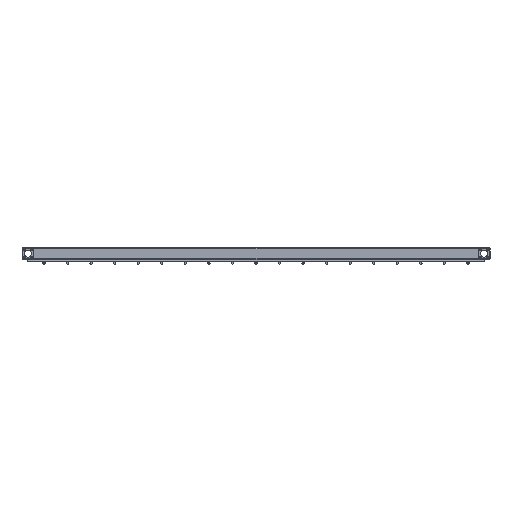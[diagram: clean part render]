
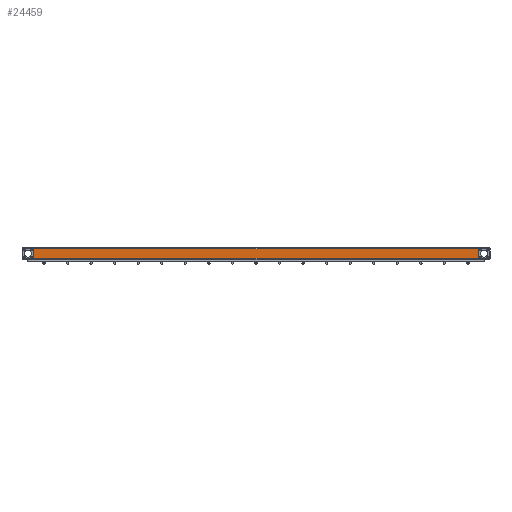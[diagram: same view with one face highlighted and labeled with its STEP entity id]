
A CAD part, left-side view. The second image highlights one B-rep face of the part: STEP entity #24459.
In plain terms, the highlighted planar face has unit normal (-1, 0, 0).
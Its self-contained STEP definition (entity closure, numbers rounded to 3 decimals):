
#288 = CARTESIAN_POINT ( 'NONE',  ( -997.5, -387.5, -8. ) ) ;
#622 = DIRECTION ( 'NONE',  ( 0., 1., 0. ) ) ;
#1178 = VERTEX_POINT ( 'NONE', #1778 ) ;
#1778 = CARTESIAN_POINT ( 'NONE',  ( -997.5, 377.5, -8. ) ) ;
#4137 = DIRECTION ( 'NONE',  ( 0., 1., 0. ) ) ;
#4948 = LINE ( 'NONE', #18460, #27856 ) ;
#5004 = VERTEX_POINT ( 'NONE', #19061 ) ;
#6635 = DIRECTION ( 'NONE',  ( 0., 0., -1. ) ) ;
#7594 = LINE ( 'NONE', #11426, #24970 ) ;
#7814 = CARTESIAN_POINT ( 'NONE',  ( -997.5, 377.5, 8. ) ) ;
#7951 = AXIS2_PLACEMENT_3D ( 'NONE', #29612, #18456, #622 ) ;
#9286 = PLANE ( 'NONE',  #7951 ) ;
#11426 = CARTESIAN_POINT ( 'NONE',  ( -997.5, 377.5, -8. ) ) ;
#12617 = ORIENTED_EDGE ( 'NONE', *, *, #25246, .T. ) ;
#12624 = ORIENTED_EDGE ( 'NONE', *, *, #28457, .T. ) ;
#13491 = CARTESIAN_POINT ( 'NONE',  ( -997.5, -377.5, -8. ) ) ;
#14167 = DIRECTION ( 'NONE',  ( 0., 0., 1. ) ) ;
#14654 = VERTEX_POINT ( 'NONE', #13491 ) ;
#16254 = VERTEX_POINT ( 'NONE', #7814 ) ;
#16504 = ORIENTED_EDGE ( 'NONE', *, *, #21239, .F. ) ;
#17979 = FACE_OUTER_BOUND ( 'NONE', #29073, .T. ) ;
#18025 = VECTOR ( 'NONE', #19609, 1000. ) ;
#18456 = DIRECTION ( 'NONE',  ( 1., 0., 0. ) ) ;
#18460 = CARTESIAN_POINT ( 'NONE',  ( -997.5, -377.5, -8. ) ) ;
#18647 = LINE ( 'NONE', #28334, #18025 ) ;
#19061 = CARTESIAN_POINT ( 'NONE',  ( -997.5, -377.5, 8. ) ) ;
#19609 = DIRECTION ( 'NONE',  ( 0., 1., 0. ) ) ;
#20897 = VECTOR ( 'NONE', #4137, 1000. ) ;
#21239 = EDGE_CURVE ( 'NONE', #14654, #1178, #27762, .T. ) ;
#24459 = ADVANCED_FACE ( 'NONE', ( #17979 ), #9286, .F. ) ;
#24970 = VECTOR ( 'NONE', #6635, 1000. ) ;
#25246 = EDGE_CURVE ( 'NONE', #5004, #16254, #18647, .T. ) ;
#26601 = EDGE_CURVE ( 'NONE', #16254, #1178, #7594, .T. ) ;
#27762 = LINE ( 'NONE', #288, #20897 ) ;
#27856 = VECTOR ( 'NONE', #14167, 1000. ) ;
#28334 = CARTESIAN_POINT ( 'NONE',  ( -997.5, -387.5, 8. ) ) ;
#28457 = EDGE_CURVE ( 'NONE', #14654, #5004, #4948, .T. ) ;
#28927 = ORIENTED_EDGE ( 'NONE', *, *, #26601, .T. ) ;
#29073 = EDGE_LOOP ( 'NONE', ( #16504, #12624, #12617, #28927 ) ) ;
#29612 = CARTESIAN_POINT ( 'NONE',  ( -997.5, -387.5, -8. ) ) ;
